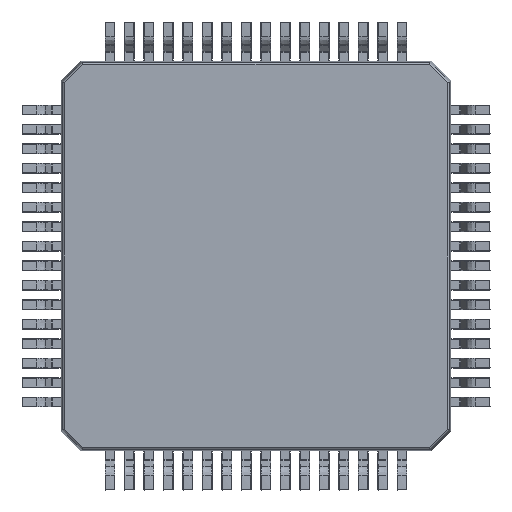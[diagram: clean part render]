
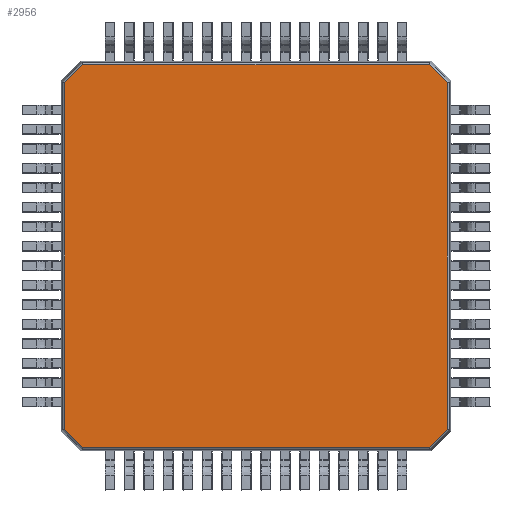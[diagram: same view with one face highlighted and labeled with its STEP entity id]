
A CAD part, front view. The second image highlights one B-rep face of the part: STEP entity #2956.
In plain terms, the highlighted planar face has unit normal (0, -1, 0).
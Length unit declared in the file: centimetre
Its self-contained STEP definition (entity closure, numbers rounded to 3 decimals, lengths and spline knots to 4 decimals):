
#395 = ORIENTED_EDGE ( 'NONE', *, *, #4040, .F. ) ;
#750 = EDGE_LOOP ( 'NONE', ( #5423, #3214, #3086, #3580, #395, #5044, #3299, #1492 ) ) ;
#808 = LINE ( 'NONE', #4698, #3361 ) ;
#862 = LINE ( 'NONE', #5243, #1975 ) ;
#898 = DIRECTION ( 'NONE',  ( -1., 0., 0. ) ) ;
#909 = DIRECTION ( 'NONE',  ( 0., 0., -1. ) ) ;
#1035 = EDGE_CURVE ( 'NONE', #4184, #5820, #1612, .T. ) ;
#1107 = CARTESIAN_POINT ( 'NONE',  ( 0.4915, 0.01, -0.4442 ) ) ;
#1230 = DIRECTION ( 'NONE',  ( -0.707, 0., 0.707 ) ) ;
#1492 = ORIENTED_EDGE ( 'NONE', *, *, #5101, .F. ) ;
#1509 = EDGE_CURVE ( 'NONE', #4175, #4184, #2311, .T. ) ;
#1612 = LINE ( 'NONE', #2551, #4156 ) ;
#1651 = CARTESIAN_POINT ( 'NONE',  ( 0.3428, 0.01, -0.5928 ) ) ;
#1690 = FACE_OUTER_BOUND ( 'NONE', #750, .T. ) ;
#1799 = DIRECTION ( 'NONE',  ( 0., 0., 1. ) ) ;
#1861 = VERTEX_POINT ( 'NONE', #5786 ) ;
#1975 = VECTOR ( 'NONE', #909, 100. ) ;
#2007 = EDGE_CURVE ( 'NONE', #2021, #1861, #808, .T. ) ;
#2021 = VERTEX_POINT ( 'NONE', #2954 ) ;
#2110 = DIRECTION ( 'NONE',  ( 0.707, 0., 0.707 ) ) ;
#2126 = EDGE_CURVE ( 'NONE', #6018, #4201, #2909, .T. ) ;
#2311 = LINE ( 'NONE', #3060, #4882 ) ;
#2347 = LINE ( 'NONE', #5505, #3473 ) ;
#2551 = CARTESIAN_POINT ( 'NONE',  ( 0.5928, 0.01, 0.3428 ) ) ;
#2698 = DIRECTION ( 'NONE',  ( 0., -1., 0. ) ) ;
#2812 = EDGE_CURVE ( 'NONE', #3878, #6018, #4733, .T. ) ;
#2862 = AXIS2_PLACEMENT_3D ( 'NONE', #5609, #2698, #6070 ) ;
#2909 = LINE ( 'NONE', #5704, #5326 ) ;
#2954 = CARTESIAN_POINT ( 'NONE',  ( -0.4915, 0.01, -0.4442 ) ) ;
#2956 = ADVANCED_FACE ( 'NONE', ( #1690 ), #3632, .T. ) ;
#3060 = CARTESIAN_POINT ( 'NONE',  ( 0., 0.01, 0.4915 ) ) ;
#3070 = CARTESIAN_POINT ( 'NONE',  ( -0.4442, 0.01, -0.4915 ) ) ;
#3086 = ORIENTED_EDGE ( 'NONE', *, *, #5732, .F. ) ;
#3214 = ORIENTED_EDGE ( 'NONE', *, *, #1509, .F. ) ;
#3299 = ORIENTED_EDGE ( 'NONE', *, *, #2812, .F. ) ;
#3361 = VECTOR ( 'NONE', #1799, 100. ) ;
#3439 = VECTOR ( 'NONE', #4540, 100. ) ;
#3473 = VECTOR ( 'NONE', #2110, 100. ) ;
#3580 = ORIENTED_EDGE ( 'NONE', *, *, #2007, .F. ) ;
#3632 = PLANE ( 'NONE',  #2862 ) ;
#3853 = CARTESIAN_POINT ( 'NONE',  ( 0.4442, 0.01, -0.4915 ) ) ;
#3878 = VERTEX_POINT ( 'NONE', #1107 ) ;
#4001 = DIRECTION ( 'NONE',  ( 1., 0., 0. ) ) ;
#4040 = EDGE_CURVE ( 'NONE', #4201, #2021, #6131, .T. ) ;
#4087 = CARTESIAN_POINT ( 'NONE',  ( -0.3428, 0.01, -0.5928 ) ) ;
#4156 = VECTOR ( 'NONE', #5931, 100. ) ;
#4175 = VERTEX_POINT ( 'NONE', #4501 ) ;
#4184 = VERTEX_POINT ( 'NONE', #4992 ) ;
#4201 = VERTEX_POINT ( 'NONE', #3070 ) ;
#4501 = CARTESIAN_POINT ( 'NONE',  ( -0.4442, 0.01, 0.4915 ) ) ;
#4540 = DIRECTION ( 'NONE',  ( -0.707, 0., -0.707 ) ) ;
#4591 = CARTESIAN_POINT ( 'NONE',  ( 0.4915, 0.01, 0.4442 ) ) ;
#4698 = CARTESIAN_POINT ( 'NONE',  ( -0.4915, 0.01, -0.375 ) ) ;
#4705 = VECTOR ( 'NONE', #1230, 100. ) ;
#4733 = LINE ( 'NONE', #1651, #3439 ) ;
#4882 = VECTOR ( 'NONE', #4001, 100. ) ;
#4992 = CARTESIAN_POINT ( 'NONE',  ( 0.4442, 0.01, 0.4915 ) ) ;
#5044 = ORIENTED_EDGE ( 'NONE', *, *, #2126, .F. ) ;
#5101 = EDGE_CURVE ( 'NONE', #5820, #3878, #862, .T. ) ;
#5243 = CARTESIAN_POINT ( 'NONE',  ( 0.4915, 0.01, -0.375 ) ) ;
#5326 = VECTOR ( 'NONE', #898, 100. ) ;
#5423 = ORIENTED_EDGE ( 'NONE', *, *, #1035, .F. ) ;
#5505 = CARTESIAN_POINT ( 'NONE',  ( -0.5928, 0.01, 0.3428 ) ) ;
#5609 = CARTESIAN_POINT ( 'NONE',  ( 0., 0.01, -0.5 ) ) ;
#5704 = CARTESIAN_POINT ( 'NONE',  ( 0., 0.01, -0.4915 ) ) ;
#5732 = EDGE_CURVE ( 'NONE', #1861, #4175, #2347, .T. ) ;
#5786 = CARTESIAN_POINT ( 'NONE',  ( -0.4915, 0.01, 0.4442 ) ) ;
#5820 = VERTEX_POINT ( 'NONE', #4591 ) ;
#5931 = DIRECTION ( 'NONE',  ( 0.707, 0., -0.707 ) ) ;
#6018 = VERTEX_POINT ( 'NONE', #3853 ) ;
#6070 = DIRECTION ( 'NONE',  ( 0., 0., -1. ) ) ;
#6131 = LINE ( 'NONE', #4087, #4705 ) ;
